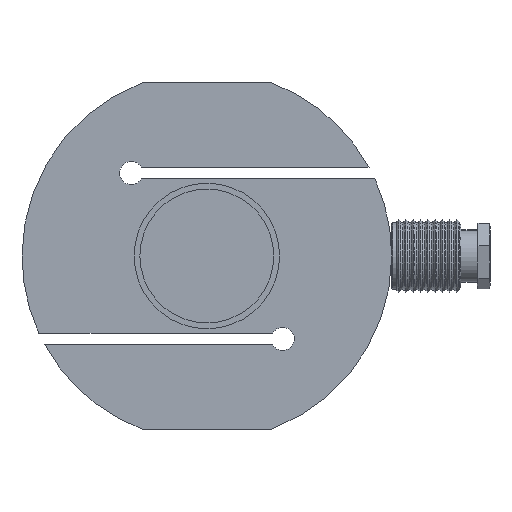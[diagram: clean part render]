
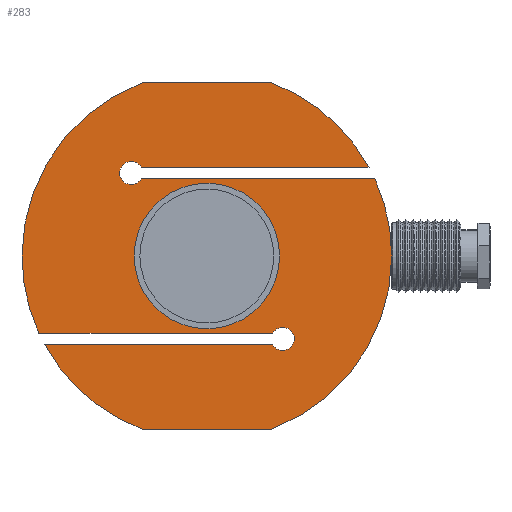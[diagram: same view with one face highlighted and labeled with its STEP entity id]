
A CAD part, front view. The second image highlights one B-rep face of the part: STEP entity #283.
In plain terms, the highlighted planar face has unit normal (0, -1, 0).
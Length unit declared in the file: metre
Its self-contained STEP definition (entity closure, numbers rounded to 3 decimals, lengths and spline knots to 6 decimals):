
#283=ADVANCED_FACE('0:99',(#648,#649),#650,.T.);
#648=FACE_OUTER_BOUND('',#1106,.T.);
#649=FACE_BOUND('',#1107,.T.);
#650=PLANE('',#1108);
#1106=EDGE_LOOP('',(#1723,#1724,#1725,#1726,#1727,#1728,#1729,#1730,#1731,#1732,#1733,#1734,#1735,#1736,#1737,#1738));
#1107=EDGE_LOOP('',(#1739,#1740));
#1108=AXIS2_PLACEMENT_3D('',#1741,#1742,#1743);
#1723=ORIENTED_EDGE('',*,*,#2670,.F.);
#1724=ORIENTED_EDGE('',*,*,#2735,.F.);
#1725=ORIENTED_EDGE('',*,*,#2686,.F.);
#1726=ORIENTED_EDGE('',*,*,#2675,.F.);
#1727=ORIENTED_EDGE('',*,*,#2726,.F.);
#1728=ORIENTED_EDGE('',*,*,#2743,.F.);
#1729=ORIENTED_EDGE('',*,*,#2729,.F.);
#1730=ORIENTED_EDGE('',*,*,#2653,.F.);
#1731=ORIENTED_EDGE('',*,*,#2702,.F.);
#1732=ORIENTED_EDGE('',*,*,#2738,.F.);
#1733=ORIENTED_EDGE('',*,*,#2678,.F.);
#1734=ORIENTED_EDGE('',*,*,#2684,.F.);
#1735=ORIENTED_EDGE('',*,*,#2718,.T.);
#1736=ORIENTED_EDGE('',*,*,#2747,.T.);
#1737=ORIENTED_EDGE('',*,*,#2721,.T.);
#1738=ORIENTED_EDGE('',*,*,#2690,.F.);
#1739=ORIENTED_EDGE('',*,*,#2665,.F.);
#1740=ORIENTED_EDGE('',*,*,#2694,.F.);
#1741=CARTESIAN_POINT('',(0.003426,-0.007257,0.));
#1742=DIRECTION('',(0.,-1.0,0.));
#1743=DIRECTION('',(-1.0,0.,0.0));
#2653=EDGE_CURVE('',#3117,#3120,#3121,.T.);
#2665=EDGE_CURVE('0:144',#3140,#3136,#3142,.T.);
#2670=EDGE_CURVE('0:135',#3149,#3145,#3151,.T.);
#2675=EDGE_CURVE('0:123',#3158,#3154,#3160,.T.);
#2678=EDGE_CURVE('',#3162,#3165,#3166,.T.);
#2684=EDGE_CURVE('0:105',#3173,#3162,#3175,.T.);
#2686=EDGE_CURVE('',#3154,#3177,#3178,.T.);
#2690=EDGE_CURVE('',#3145,#3183,#3184,.T.);
#2694=EDGE_CURVE('',#3136,#3140,#3189,.T.);
#2702=EDGE_CURVE('0:153',#3197,#3117,#3199,.T.);
#2718=EDGE_CURVE('0:195',#3173,#3215,#3217,.T.);
#2721=EDGE_CURVE('0:201',#3221,#3183,#3222,.T.);
#2726=EDGE_CURVE('0:213',#3227,#3158,#3229,.T.);
#2729=EDGE_CURVE('0:219',#3120,#3233,#3234,.T.);
#2735=EDGE_CURVE('0:228',#3177,#3149,#3240,.T.);
#2738=EDGE_CURVE('0:234',#3165,#3197,#3243,.T.);
#2743=EDGE_CURVE('0:240',#3233,#3227,#3248,.T.);
#2747=EDGE_CURVE('0:246',#3215,#3221,#3252,.T.);
#3117=VERTEX_POINT('',#3748);
#3120=VERTEX_POINT('',#3752);
#3121=CIRCLE('',#3753,0.03175);
#3136=VERTEX_POINT('',#3771);
#3140=VERTEX_POINT('',#3776);
#3142=CIRCLE('',#3779,0.0125);
#3145=VERTEX_POINT('',#3782);
#3149=VERTEX_POINT('',#3787);
#3151=CIRCLE('',#3790,0.03175);
#3154=VERTEX_POINT('',#3793);
#3158=VERTEX_POINT('',#3798);
#3160=CIRCLE('',#3801,0.002);
#3162=VERTEX_POINT('',#3803);
#3165=VERTEX_POINT('',#3807);
#3166=CIRCLE('',#3808,0.002);
#3173=VERTEX_POINT('',#3816);
#3175=CIRCLE('',#3819,0.002);
#3177=VERTEX_POINT('',#3821);
#3178=CIRCLE('',#3822,0.002);
#3183=VERTEX_POINT('',#3828);
#3184=CIRCLE('',#3829,0.03175);
#3189=CIRCLE('',#3835,0.0125);
#3197=VERTEX_POINT('',#3843);
#3199=CIRCLE('',#3846,0.03175);
#3215=VERTEX_POINT('',#3863);
#3217=LINE('',#3866,#3867);
#3221=VERTEX_POINT('',#3872);
#3222=LINE('',#3873,#3874);
#3227=VERTEX_POINT('',#3881);
#3229=LINE('',#3884,#3885);
#3233=VERTEX_POINT('',#3890);
#3234=LINE('',#3891,#3892);
#3240=LINE('',#3900,#3901);
#3243=LINE('',#3905,#3906);
#3248=CIRCLE('',#3911,0.03175);
#3252=CIRCLE('',#3915,0.03175);
#3748=CARTESIAN_POINT('',(-0.028324,-0.007257,0.));
#3752=CARTESIAN_POINT('',(-0.007664,-0.007257,0.02975));
#3753=AXIS2_PLACEMENT_3D('',#4529,#4530,#4531);
#3771=CARTESIAN_POINT('',(-0.009074,-0.007257,0.));
#3776=CARTESIAN_POINT('',(0.015926,-0.007257,0.));
#3779=AXIS2_PLACEMENT_3D('',#4549,#4550,#4551);
#3782=CARTESIAN_POINT('',(0.035176,-0.007257,0.));
#3787=CARTESIAN_POINT('',(0.032279,-0.007257,0.01325));
#3790=AXIS2_PLACEMENT_3D('',#4557,#4558,#4559);
#3793=CARTESIAN_POINT('',(-0.011574,-0.007257,0.01425));
#3798=CARTESIAN_POINT('',(-0.007842,-0.007257,0.01525));
#3801=AXIS2_PLACEMENT_3D('',#4565,#4566,#4567);
#3803=CARTESIAN_POINT('',(0.018426,-0.007257,-0.01425));
#3807=CARTESIAN_POINT('',(0.014694,-0.007257,-0.01325));
#3808=AXIS2_PLACEMENT_3D('',#4569,#4570,#4571);
#3816=CARTESIAN_POINT('',(0.014694,-0.007257,-0.01525));
#3819=AXIS2_PLACEMENT_3D('',#4580,#4581,#4582);
#3821=CARTESIAN_POINT('',(-0.007842,-0.007257,0.01325));
#3822=AXIS2_PLACEMENT_3D('',#4583,#4584,#4585);
#3828=CARTESIAN_POINT('',(0.014517,-0.007257,-0.02975));
#3829=AXIS2_PLACEMENT_3D('',#4590,#4591,#4592);
#3835=AXIS2_PLACEMENT_3D('',#4597,#4598,#4599);
#3843=CARTESIAN_POINT('',(-0.025427,-0.007257,-0.01325));
#3846=AXIS2_PLACEMENT_3D('',#4613,#4614,#4615);
#3863=CARTESIAN_POINT('',(-0.024422,-0.007257,-0.01525));
#3866=CARTESIAN_POINT('',(-0.024422,-0.007257,-0.01525));
#3867=VECTOR('',#4642,1.0);
#3872=CARTESIAN_POINT('',(-0.007664,-0.007257,-0.02975));
#3873=CARTESIAN_POINT('',(0.014517,-0.007257,-0.02975));
#3874=VECTOR('',#4644,1.0);
#3881=CARTESIAN_POINT('',(0.031274,-0.007257,0.01525));
#3884=CARTESIAN_POINT('',(-0.007842,-0.007257,0.01525));
#3885=VECTOR('',#4648,1.0);
#3890=CARTESIAN_POINT('',(0.014517,-0.007257,0.02975));
#3891=CARTESIAN_POINT('',(0.014517,-0.007257,0.02975));
#3892=VECTOR('',#4650,1.0);
#3900=CARTESIAN_POINT('',(0.032279,-0.007257,0.01325));
#3901=VECTOR('',#4653,1.0);
#3905=CARTESIAN_POINT('',(0.014694,-0.007257,-0.01325));
#3906=VECTOR('',#4655,1.0);
#3911=AXIS2_PLACEMENT_3D('',#4659,#4660,#4661);
#3915=AXIS2_PLACEMENT_3D('',#4665,#4666,#4667);
#4529=CARTESIAN_POINT('',(0.003426,-0.007257,0.));
#4530=DIRECTION('',(0.,1.0,0.));
#4531=DIRECTION('',(-1.0,0.,0.));
#4549=CARTESIAN_POINT('',(0.003426,-0.007257,0.));
#4550=DIRECTION('',(0.,-1.0,0.));
#4551=DIRECTION('',(-1.0,0.,0.));
#4557=CARTESIAN_POINT('',(0.003426,-0.007257,0.));
#4558=DIRECTION('',(0.,1.0,0.));
#4559=DIRECTION('',(-1.0,0.,0.));
#4565=CARTESIAN_POINT('',(-0.009574,-0.007257,0.01425));
#4566=DIRECTION('',(0.,-1.0,0.));
#4567=DIRECTION('',(-1.0,0.,0.));
#4569=CARTESIAN_POINT('',(0.016426,-0.007257,-0.01425));
#4570=DIRECTION('',(0.,-1.0,0.));
#4571=DIRECTION('',(-1.0,0.,0.));
#4580=CARTESIAN_POINT('',(0.016426,-0.007257,-0.01425));
#4581=DIRECTION('',(0.,-1.0,0.));
#4582=DIRECTION('',(-1.0,0.,0.));
#4583=CARTESIAN_POINT('',(-0.009574,-0.007257,0.01425));
#4584=DIRECTION('',(0.,-1.0,0.));
#4585=DIRECTION('',(-1.0,0.,0.));
#4590=CARTESIAN_POINT('',(0.003426,-0.007257,0.));
#4591=DIRECTION('',(0.,1.0,0.));
#4592=DIRECTION('',(-1.0,0.,0.));
#4597=CARTESIAN_POINT('',(0.003426,-0.007257,0.));
#4598=DIRECTION('',(0.,-1.0,0.));
#4599=DIRECTION('',(-1.0,0.,0.));
#4613=CARTESIAN_POINT('',(0.003426,-0.007257,0.));
#4614=DIRECTION('',(0.,1.0,0.));
#4615=DIRECTION('',(-1.0,0.,0.));
#4642=DIRECTION('',(-1.0,0.,0.));
#4644=DIRECTION('',(1.0,0.,0.));
#4648=DIRECTION('',(-1.0,0.,0.));
#4650=DIRECTION('',(1.0,0.,0.));
#4653=DIRECTION('',(1.0,0.,0.));
#4655=DIRECTION('',(-1.0,0.,0.));
#4659=CARTESIAN_POINT('',(0.003426,-0.007257,0.));
#4660=DIRECTION('',(0.,1.0,0.));
#4661=DIRECTION('',(-1.0,0.,0.));
#4665=CARTESIAN_POINT('',(0.003426,-0.007257,0.));
#4666=DIRECTION('',(0.,-1.0,0.));
#4667=DIRECTION('',(-1.0,0.,0.));
